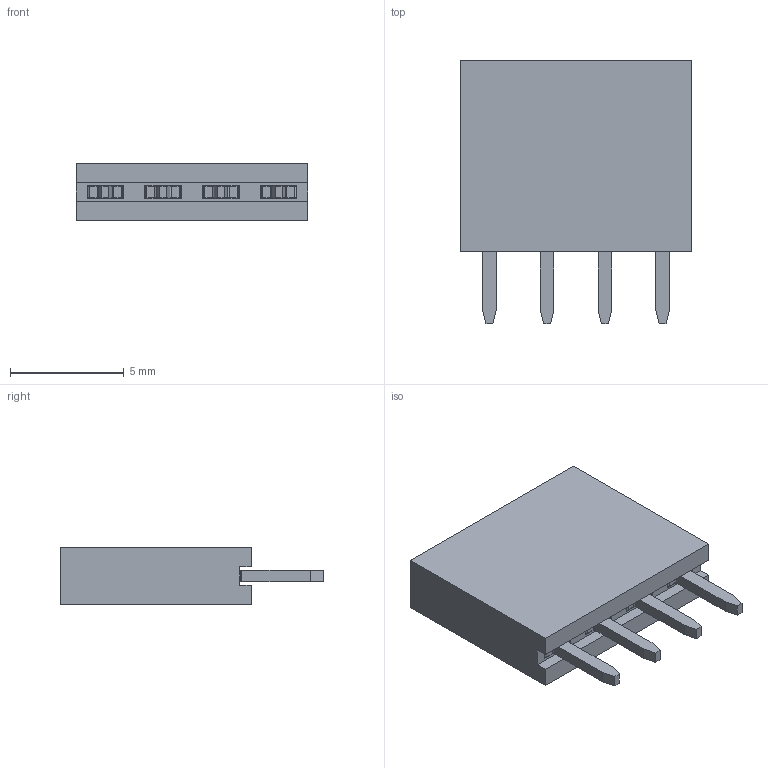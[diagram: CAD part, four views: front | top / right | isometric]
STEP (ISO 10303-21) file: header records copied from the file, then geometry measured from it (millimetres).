
FILE_DESCRIPTION (( 'STEP AP214' ), '1' );
FILE_NAME ('DS1023-1X4(PBS-4 CONNFLY).STEP', '2020-09-06T08:08:13', ( '' ), ( '' ), 'SwSTEP 2.0', 'SolidWorks 2018', '' );
FILE_SCHEMA (( 'AUTOMOTIVE_DESIGN' ));
Length unit declared in the file: millimetre
Products named in the file (1): DS1023-1X4(PBS-4 CONNFLY)
Bounding box: 10.16 x 11.6 x 2.54 mm (x, y, z)
Volume: 199.1 mm3; surface area: 407 mm2
Topology: 5 solids, 5 shells, 130 faces, 320 edges, 208 vertices
Faces by surface type: plane 114, cylinder 16
Entity records: 3882 total; most frequent: CARTESIAN_POINT 659, ORIENTED_EDGE 640, DIRECTION 614, EDGE_CURVE 320, VECTOR 288, LINE 288, VERTEX_POINT 208, AXIS2_PLACEMENT_3D 163
